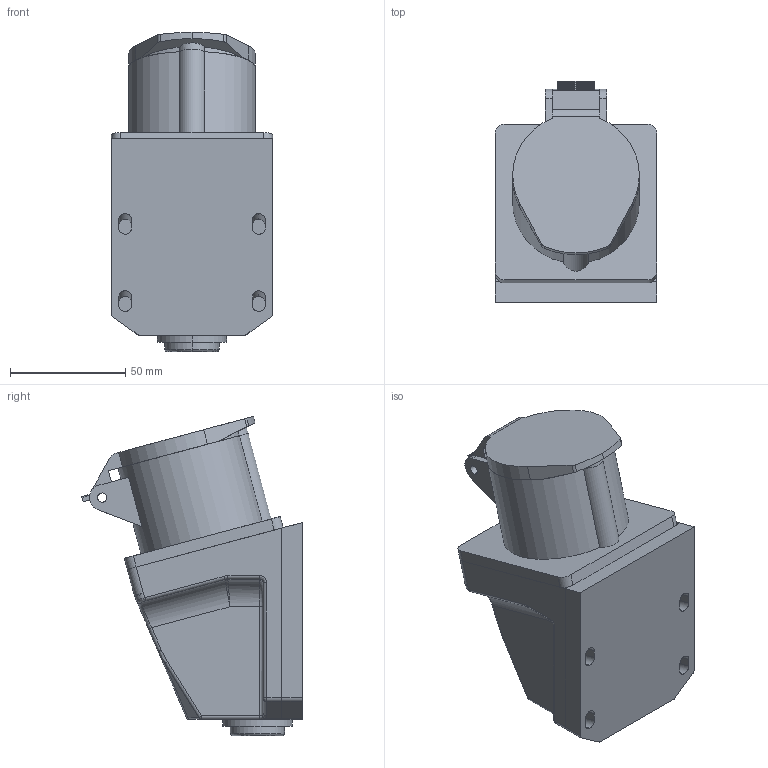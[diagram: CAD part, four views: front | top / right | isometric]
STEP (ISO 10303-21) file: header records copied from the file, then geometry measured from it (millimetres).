
FILE_DESCRIPTION (( 'STEP AP214' ), '1' );
FILE_NAME ('PSR12-016-4 Ðîçåòêà 114 ñòàöèîíàðíàÿ 3Ð+ÐÅ 16À 380Â IP44 ÈÝÊ.STEP', '2017-03-10T08:30:14', ( '' ), ( '' ), 'SwSTEP 2.0', 'SolidWorks 2014', '' );
FILE_SCHEMA (( 'AUTOMOTIVE_DESIGN' ));
Length unit declared in the file: millimetre
Products named in the file (1): PSR12-016-4 Ðîçåòêà 114 ñòàöèîíàðíàÿ 3Ð+ÐÅ 16À 380Â IP44 ÈÝÊ
Bounding box: 70 x 95.86 x 138.55 mm (x, y, z)
Volume: 195496.7 mm3; surface area: 101511.5 mm2
Topology: 9 solids, 9 shells, 557 faces, 1438 edges, 932 vertices
Faces by surface type: plane 277, cylinder 200, bspline 56, torus 12, cone 8, sphere 4
Entity records: 20050 total; most frequent: CARTESIAN_POINT 6534, ORIENTED_EDGE 2868, DIRECTION 2669, EDGE_CURVE 1434, VERTEX_POINT 932, AXIS2_PLACEMENT_3D 909, LINE 851, VECTOR 851
